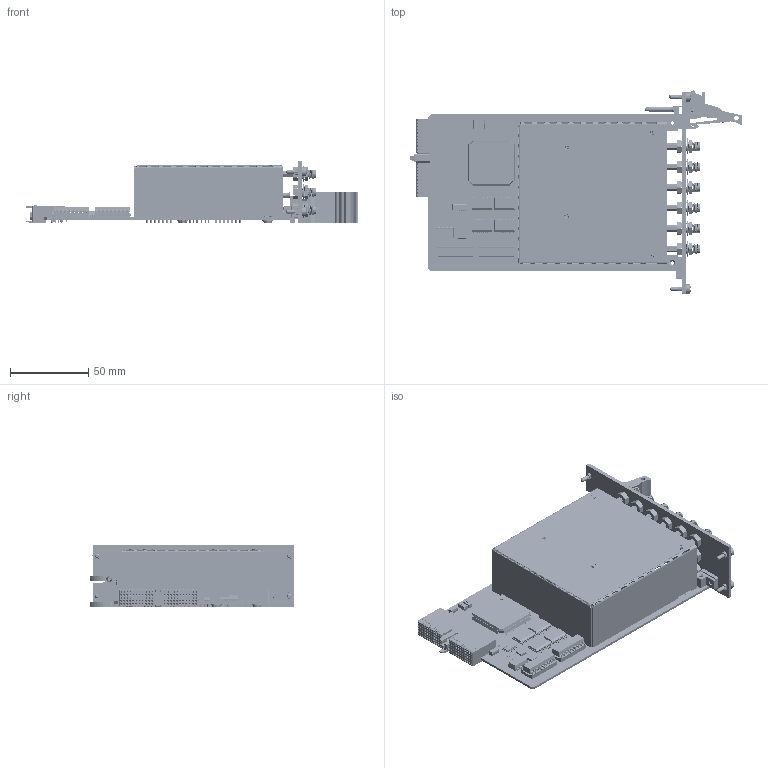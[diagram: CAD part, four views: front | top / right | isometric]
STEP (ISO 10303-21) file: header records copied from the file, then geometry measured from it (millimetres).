
FILE_DESCRIPTION (( 'STEP AP214' ), '1' );
FILE_NAME ('40-748-521 Dual 8CH MUX 50R SMA.STEP', '2013-09-05T15:19:01', ( 'admin' ), ( '' ), 'SwSTEP 2.0', 'SolidWorks 2012', '' );
FILE_SCHEMA (( 'AUTOMOTIVE_DESIGN' ));
Length unit declared in the file: millimetre
Products named in the file (1): 40-748-521 Dual 8CH MUX 50R SMA
Bounding box: 211.99 x 129.87 x 40 mm (x, y, z)
Surface area: 122712.1 mm2 (no closed solid volume)
Topology: 0 solids, 693 shells, 4626 faces, 17858 edges, 13602 vertices
Faces by surface type: plane 2877, cylinder 954, bspline 522, cone 234, torus 31, sphere 8
Full cylindrical faces by diameter (mm): 0.6 x110, 0.7 x153, 0.8 x18, 1 x28, 1.245 x41, 1.372 x30, 1.397 x11, 1.429 x1, 1.448 x1, 1.496 x1, 1.501 x1, 1.524 x2, 1.564 x1, 1.583 x1, 1.651 x64, 2 x7, 2.05 x2, 2.497 x1, 2.5 x5, 2.7 x1, 2.8 x1, 3 x3, 3.175 x2, 4.55 x18, 4.7 x1, 5 x3, 5.3 x21, 5.9 x4, 6 x3, 6.8 x4
Entity records: 583537 total; most frequent: CARTESIAN_POINT 397712, DIRECTION 25186, ORIENTED_EDGE 23679, EDGE_CURVE 16943, VERTEX_POINT 13311, LINE 10514, VECTOR 10514, AXIS2_PLACEMENT_3D 7336
